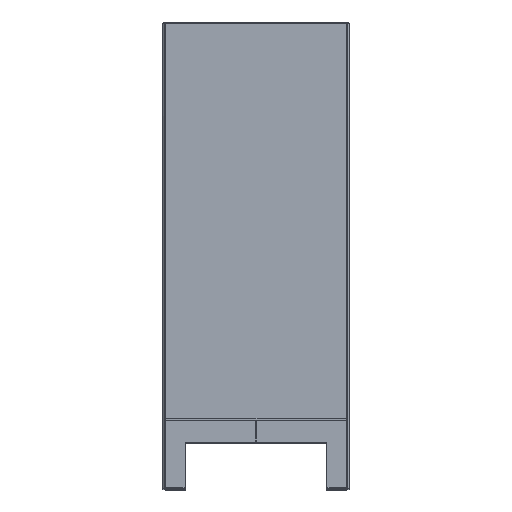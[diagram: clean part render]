
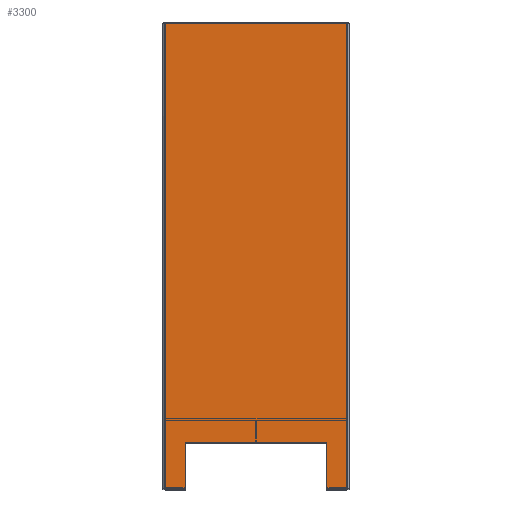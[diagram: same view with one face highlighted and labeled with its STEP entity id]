
A CAD part, top view. The second image highlights one B-rep face of the part: STEP entity #3300.
In plain terms, the highlighted face is planar.
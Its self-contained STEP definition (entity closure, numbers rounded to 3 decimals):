
#192 = FACE_OUTER_BOUND ( 'NONE', #3057, .T. ) ;
#472 = DIRECTION ( 'NONE',  ( 0., 0., 1. ) ) ;
#562 = LINE ( 'NONE', #5968, #7660 ) ;
#673 = EDGE_CURVE ( 'NONE', #3082, #1616, #562, .T. ) ;
#732 = EDGE_CURVE ( 'NONE', #1616, #8385, #8133, .T. ) ;
#1007 = CARTESIAN_POINT ( 'NONE',  ( -150., 0., -100. ) ) ;
#1100 = VECTOR ( 'NONE', #8767, 1000. ) ;
#1230 = CARTESIAN_POINT ( 'NONE',  ( -200., 0., 0. ) ) ;
#1616 = VERTEX_POINT ( 'NONE', #7957 ) ;
#1840 = ORIENTED_EDGE ( 'NONE', *, *, #4753, .T. ) ;
#2049 = ORIENTED_EDGE ( 'NONE', *, *, #9644, .T. ) ;
#2265 = ORIENTED_EDGE ( 'NONE', *, *, #673, .T. ) ;
#2338 = DIRECTION ( 'NONE',  ( 1., 0., 0. ) ) ;
#2616 = LINE ( 'NONE', #5700, #1100 ) ;
#3057 = EDGE_LOOP ( 'NONE', ( #1840, #2049, #2265, #8833, #8409, #4006, #6518, #3882 ) ) ;
#3082 = VERTEX_POINT ( 'NONE', #5996 ) ;
#3089 = CARTESIAN_POINT ( 'NONE',  ( 150., 0., 0. ) ) ;
#3114 = CARTESIAN_POINT ( 'NONE',  ( 0., 0., 0. ) ) ;
#3177 = VECTOR ( 'NONE', #4613, 1000. ) ;
#3180 = VERTEX_POINT ( 'NONE', #5501 ) ;
#3300 = ADVANCED_FACE ( 'NONE', ( #192 ), #3988, .F. ) ;
#3755 = CARTESIAN_POINT ( 'NONE',  ( 150., 0., -100. ) ) ;
#3882 = ORIENTED_EDGE ( 'NONE', *, *, #7287, .T. ) ;
#3988 = PLANE ( 'NONE',  #9733 ) ;
#4006 = ORIENTED_EDGE ( 'NONE', *, *, #9598, .T. ) ;
#4007 = VERTEX_POINT ( 'NONE', #4345 ) ;
#4138 = DIRECTION ( 'NONE',  ( 0., 0., -1. ) ) ;
#4314 = DIRECTION ( 'NONE',  ( 1., 0., 0. ) ) ;
#4345 = CARTESIAN_POINT ( 'NONE',  ( -150., 0., -100. ) ) ;
#4458 = VECTOR ( 'NONE', #2338, 1000. ) ;
#4606 = VECTOR ( 'NONE', #4138, 1000. ) ;
#4613 = DIRECTION ( 'NONE',  ( 0., 0., 1. ) ) ;
#4694 = DIRECTION ( 'NONE',  ( 0., -1., 0. ) ) ;
#4753 = EDGE_CURVE ( 'NONE', #3180, #6538, #6024, .T. ) ;
#5215 = DIRECTION ( 'NONE',  ( 0., 0., -1. ) ) ;
#5422 = CARTESIAN_POINT ( 'NONE',  ( -150., 0., 0. ) ) ;
#5501 = CARTESIAN_POINT ( 'NONE',  ( 194., 0., 0. ) ) ;
#5673 = EDGE_CURVE ( 'NONE', #8385, #4007, #6398, .T. ) ;
#5700 = CARTESIAN_POINT ( 'NONE',  ( -200., 0., -997. ) ) ;
#5928 = CARTESIAN_POINT ( 'NONE',  ( 194., 0., 0. ) ) ;
#5968 = CARTESIAN_POINT ( 'NONE',  ( -194., 0., -997. ) ) ;
#5996 = CARTESIAN_POINT ( 'NONE',  ( -194., 0., -997. ) ) ;
#6024 = LINE ( 'NONE', #5928, #8303 ) ;
#6051 = CARTESIAN_POINT ( 'NONE',  ( 150., 0., 0. ) ) ;
#6152 = CARTESIAN_POINT ( 'NONE',  ( 194., 0., -997. ) ) ;
#6398 = LINE ( 'NONE', #7959, #4606 ) ;
#6518 = ORIENTED_EDGE ( 'NONE', *, *, #9024, .T. ) ;
#6538 = VERTEX_POINT ( 'NONE', #6152 ) ;
#6697 = VECTOR ( 'NONE', #4314, 1000. ) ;
#7056 = DIRECTION ( 'NONE',  ( 0., 0., -1. ) ) ;
#7119 = VERTEX_POINT ( 'NONE', #3755 ) ;
#7287 = EDGE_CURVE ( 'NONE', #7459, #3180, #9403, .T. ) ;
#7298 = DIRECTION ( 'NONE',  ( 1., 0., 0. ) ) ;
#7459 = VERTEX_POINT ( 'NONE', #6051 ) ;
#7660 = VECTOR ( 'NONE', #472, 1000. ) ;
#7957 = CARTESIAN_POINT ( 'NONE',  ( -194., 0., 0. ) ) ;
#7959 = CARTESIAN_POINT ( 'NONE',  ( -150., 0., 0. ) ) ;
#8062 = LINE ( 'NONE', #1007, #8503 ) ;
#8133 = LINE ( 'NONE', #1230, #6697 ) ;
#8303 = VECTOR ( 'NONE', #5215, 1000. ) ;
#8385 = VERTEX_POINT ( 'NONE', #5422 ) ;
#8409 = ORIENTED_EDGE ( 'NONE', *, *, #5673, .T. ) ;
#8493 = CARTESIAN_POINT ( 'NONE',  ( 150., 0., 0. ) ) ;
#8503 = VECTOR ( 'NONE', #7298, 1000. ) ;
#8767 = DIRECTION ( 'NONE',  ( -1., 0., 0. ) ) ;
#8833 = ORIENTED_EDGE ( 'NONE', *, *, #732, .T. ) ;
#9024 = EDGE_CURVE ( 'NONE', #7119, #7459, #9858, .T. ) ;
#9403 = LINE ( 'NONE', #3089, #4458 ) ;
#9598 = EDGE_CURVE ( 'NONE', #4007, #7119, #8062, .T. ) ;
#9644 = EDGE_CURVE ( 'NONE', #6538, #3082, #2616, .T. ) ;
#9733 = AXIS2_PLACEMENT_3D ( 'NONE', #3114, #4694, #7056 ) ;
#9858 = LINE ( 'NONE', #8493, #3177 ) ;
